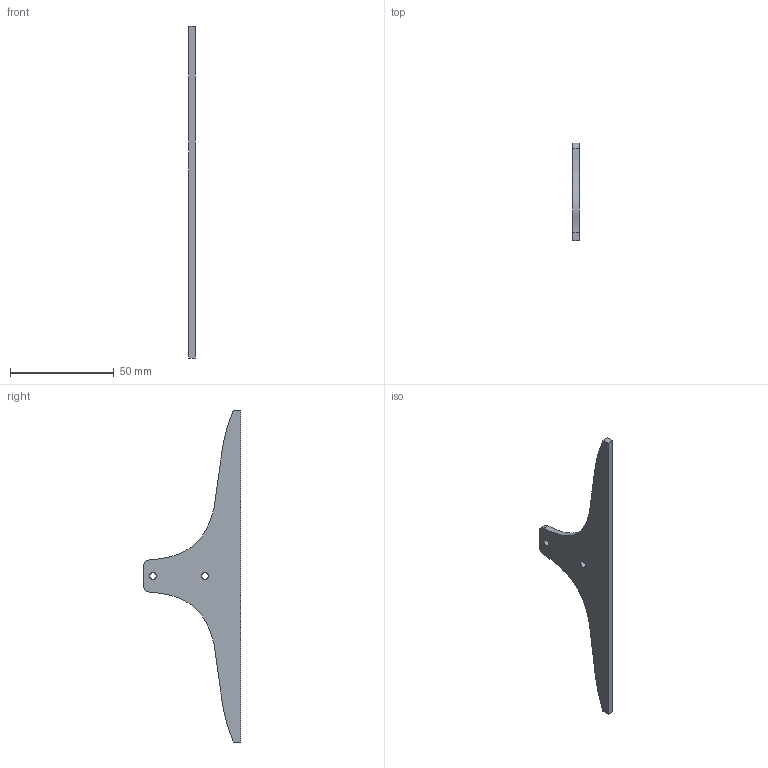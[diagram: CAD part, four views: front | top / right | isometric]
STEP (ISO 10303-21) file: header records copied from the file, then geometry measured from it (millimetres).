
FILE_DESCRIPTION(/* description */ ('STEP AP242','CAx-IF Rec.Pracs.---Representation and Presentation of Product Manufacturing Information (PMI)---4.0---2014-10-13','CAx-IF Rec.Pracs.---3D Tessellated Geometry---0.4---2014-09-14','2;1'),/* implementation_level */ '2;1');
FILE_NAME(/* name */ '64db2e58242a2b65d14e6042',/* time_stamp */ '2023-08-15T07:50:48Z',/* author */ (''),/* organization */ (''),/* preprocessor_version */ 'ST-DEVELOPER v19.4',/* originating_system */ ' ',/* authorisation */ ' ');
FILE_SCHEMA (('AP242_MANAGED_MODEL_BASED_3D_ENGINEERING_MIM_LF { 1 0 10303 442 1 1 4 }'));
Length unit declared in the file: metre
Products named in the file (1): Stand
Bounding box: 3 x 47 x 160 mm (x, y, z)
Volume: 7756.7 mm3; surface area: 6341.7 mm2
Topology: 1 solids, 1 shells, 12 faces, 30 edges, 20 vertices
Faces by surface type: plane 6, cylinder 4, bspline 2
Full cylindrical faces by diameter (mm): 3.2 x2
Entity records: 394 total; most frequent: CARTESIAN_POINT 87, ORIENTED_EDGE 56, DIRECTION 54, EDGE_CURVE 28, VERTEX_POINT 20, AXIS2_PLACEMENT_3D 19, EDGE_LOOP 18, FACE_BOUND 18
